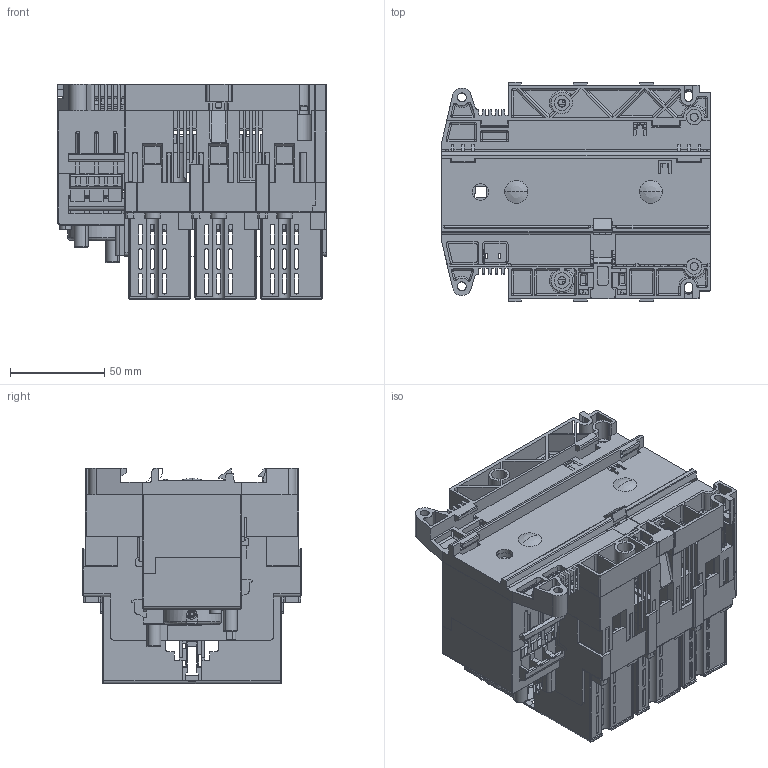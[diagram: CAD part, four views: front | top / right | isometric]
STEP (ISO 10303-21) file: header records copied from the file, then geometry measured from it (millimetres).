
FILE_DESCRIPTION((''),'2;1');
FILE_NAME('10000187454','2015-02-27T',('kleis'),('Rockwell Automation'),'PRO/ENGINEER BY PARAMETRIC TECHNOLOGY CORPORATION, 2012480','PRO/ENGINEER BY PARAMETRIC TECHNOLOGY CORPORATION, 2012480','');
FILE_SCHEMA(('CONFIG_CONTROL_DESIGN'));
Products named in the file (1): 10000187454
Bounding box: 142.28 x 116.01 x 114 mm (x, y, z)
Surface area: 288177.4 mm2 (no closed solid volume)
Topology: 0 solids, 145 shells, 2752 faces, 15197 edges, 12097 vertices
Faces by surface type: plane 1845, cylinder 770, torus 84, cone 26, bspline 14, sphere 13
Entity records: 154838 total; most frequent: CARTESIAN_POINT 43469, ORIENTED_EDGE 20857, DIRECTION 20270, EDGE_CURVE 15182, VERTEX_POINT 12097, VECTOR 11148, LINE 11148, AXIS2_PLACEMENT_3D 4561
